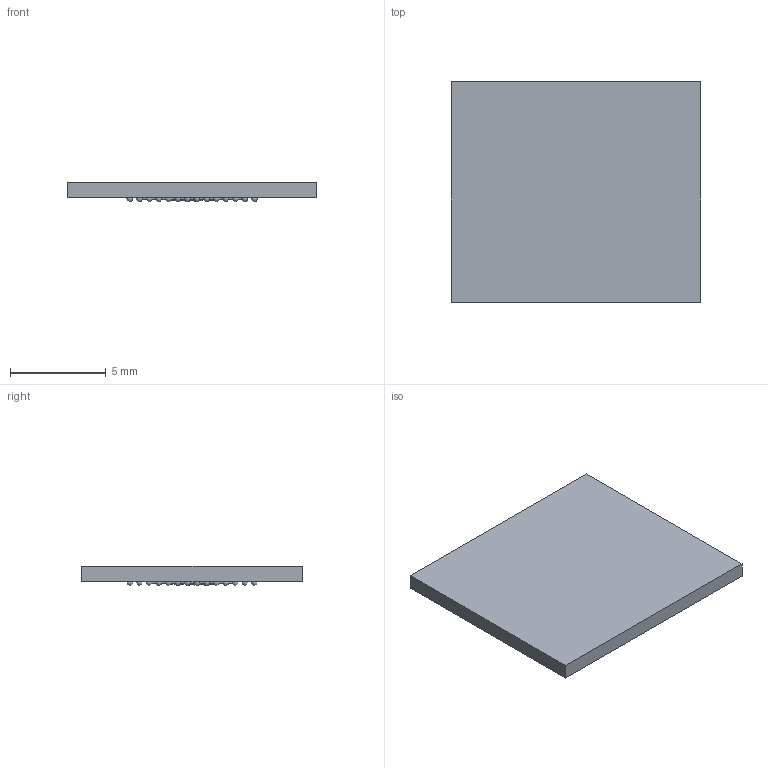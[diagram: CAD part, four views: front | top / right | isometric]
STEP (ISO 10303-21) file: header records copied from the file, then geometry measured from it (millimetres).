
FILE_DESCRIPTION(('FreeCAD Model'),'2;1');
FILE_NAME('FBGA-153_11.step', '2020-03-14T10:51:50',('Author'),(''), 'Open CASCADE STEP processor 7.2','FreeCAD','Unknown');
FILE_SCHEMA(('AUTOMOTIVE_DESIGN { 1 0 10303 214 1 1 1 1 }'));
Length unit declared in the file: millimetre
Products named in the file (2): Matrix_Deformation; union
Bounding box: 13 x 11.5 x 1.02 mm (x, y, z)
Volume: 129.3 mm3; surface area: 425.3 mm2
Topology: 2 solids, 2 shells, 404 faces, 1200 edges, 800 vertices
Faces by surface type: bspline 202, sphere 196, plane 6
Entity records: 28489 total; most frequent: CARTESIAN_POINT 12307, DIRECTION 2010, ORIENTED_EDGE 1616, PCURVE 1616, DEFINITIONAL_REPRESENTATION 1616, EDGE_CURVE 808, VERTEX_POINT 800, FACE_BOUND 796
